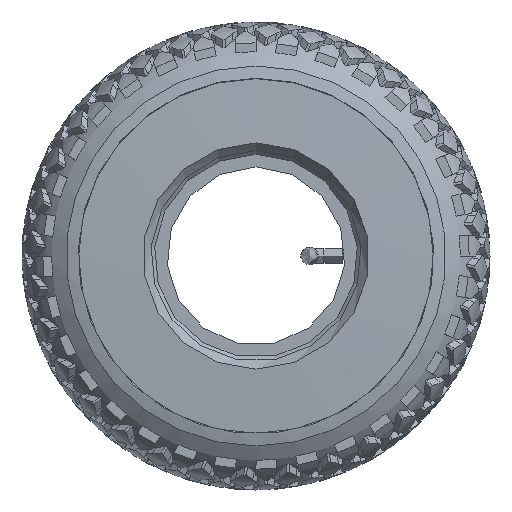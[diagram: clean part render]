
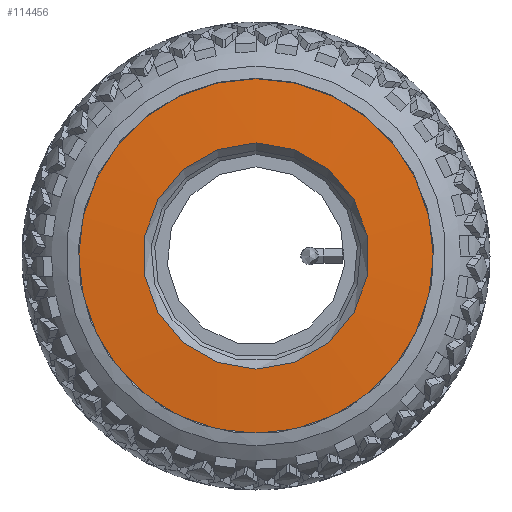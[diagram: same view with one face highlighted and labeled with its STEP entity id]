
A CAD part, left-side view. The second image highlights one B-rep face of the part: STEP entity #114456.
In plain terms, the highlighted toroidal (fillet/blend) face has major radius 75.229 mm and minor radius 97.34 mm.
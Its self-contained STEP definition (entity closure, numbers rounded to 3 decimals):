
#3745 = EDGE_CURVE ( 'NONE', #30998, #30998, #61401, .T. ) ;
#7673 = ORIENTED_EDGE ( 'NONE', *, *, #3745, .F. ) ;
#11307 = DIRECTION ( 'NONE',  ( 0., 0., 1. ) ) ;
#12750 = TOROIDAL_SURFACE ( 'NONE', #66589, 75.229, 97.34 ) ;
#13977 = EDGE_CURVE ( 'NONE', #101777, #101777, #65319, .T. ) ;
#14567 = EDGE_LOOP ( 'NONE', ( #66044 ) ) ;
#14962 = AXIS2_PLACEMENT_3D ( 'NONE', #30464, #86456, #96755 ) ;
#29013 = DIRECTION ( 'NONE',  ( -1., 0., 0. ) ) ;
#29440 = CARTESIAN_POINT ( 'NONE',  ( -37.174, 0., 0. ) ) ;
#30464 = CARTESIAN_POINT ( 'NONE',  ( -39.213, 0., 0. ) ) ;
#30998 = VERTEX_POINT ( 'NONE', #75937 ) ;
#50369 = CARTESIAN_POINT ( 'NONE',  ( -37.174, 0., 98.512 ) ) ;
#55335 = FACE_OUTER_BOUND ( 'NONE', #14567, .T. ) ;
#61401 = CIRCLE ( 'NONE', #14962, 62.878 ) ;
#65319 = CIRCLE ( 'NONE', #75154, 98.512 ) ;
#66044 = ORIENTED_EDGE ( 'NONE', *, *, #13977, .T. ) ;
#66589 = AXIS2_PLACEMENT_3D ( 'NONE', #99943, #90039, #71857 ) ;
#71857 = DIRECTION ( 'NONE',  ( 0., 0., 1. ) ) ;
#75154 = AXIS2_PLACEMENT_3D ( 'NONE', #29440, #29013, #11307 ) ;
#75937 = CARTESIAN_POINT ( 'NONE',  ( -39.213, 0., 62.878 ) ) ;
#78998 = FACE_OUTER_BOUND ( 'NONE', #98410, .T. ) ;
#86456 = DIRECTION ( 'NONE',  ( -1., 0., 0. ) ) ;
#90039 = DIRECTION ( 'NONE',  ( 1., 0., 0. ) ) ;
#96755 = DIRECTION ( 'NONE',  ( 0., 0., 1. ) ) ;
#98410 = EDGE_LOOP ( 'NONE', ( #7673 ) ) ;
#99943 = CARTESIAN_POINT ( 'NONE',  ( 57.34, 0., 0. ) ) ;
#101777 = VERTEX_POINT ( 'NONE', #50369 ) ;
#114456 = ADVANCED_FACE ( 'NONE', ( #55335, #78998 ), #12750, .T. ) ;
